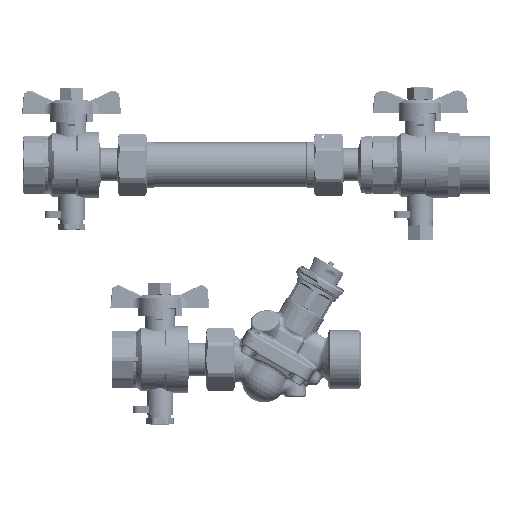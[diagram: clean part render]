
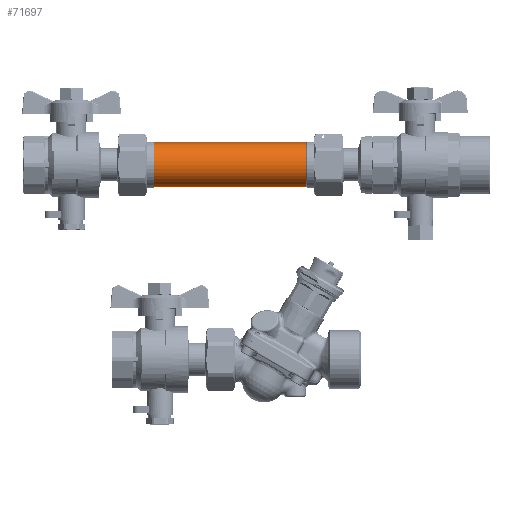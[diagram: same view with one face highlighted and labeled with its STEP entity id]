
A CAD part, top view. The second image highlights one B-rep face of the part: STEP entity #71697.
In plain terms, the highlighted cylindrical face has radius 12.7 mm (diameter 25.4 mm), a full revolution.
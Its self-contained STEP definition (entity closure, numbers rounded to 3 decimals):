
#16469=CYLINDRICAL_SURFACE('',#76429,12.7);
#17630=ORIENTED_EDGE('',*,*,#39652,.F.);
#17631=ORIENTED_EDGE('',*,*,#39654,.T.);
#39652=EDGE_CURVE('',#50667,#50667,#57792,.T.);
#39654=EDGE_CURVE('',#50669,#50669,#57794,.T.);
#50667=VERTEX_POINT('',#103833);
#50669=VERTEX_POINT('',#103838);
#57792=CIRCLE('',#76425,12.7);
#57794=CIRCLE('',#76428,12.7);
#60189=EDGE_LOOP('',(#17630));
#60190=EDGE_LOOP('',(#17631));
#65291=FACE_BOUND('',#60189,.T.);
#65292=FACE_BOUND('',#60190,.T.);
#71697=ADVANCED_FACE('',(#65291,#65292),#16469,.T.);
#76425=AXIS2_PLACEMENT_3D('',#103832,#84128,#84129);
#76428=AXIS2_PLACEMENT_3D('',#103837,#84134,#84135);
#76429=AXIS2_PLACEMENT_3D('',#103839,#84136,#84137);
#84128=DIRECTION('',(1.,0.,0.));
#84129=DIRECTION('',(0.,1.,0.));
#84134=DIRECTION('',(1.,0.,0.));
#84135=DIRECTION('',(0.,1.,0.));
#84136=DIRECTION('',(1.,0.,0.));
#84137=DIRECTION('',(0.,1.,0.));
#103832=CARTESIAN_POINT('',(134.8,0.,-11.));
#103833=CARTESIAN_POINT('',(134.8,12.7,-11.));
#103837=CARTESIAN_POINT('',(48.8,0.,-11.));
#103838=CARTESIAN_POINT('',(48.8,12.7,-11.));
#103839=CARTESIAN_POINT('',(91.8,0.,-11.));
